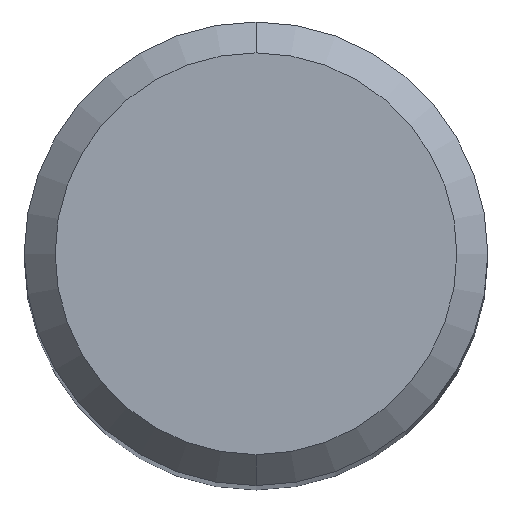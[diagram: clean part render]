
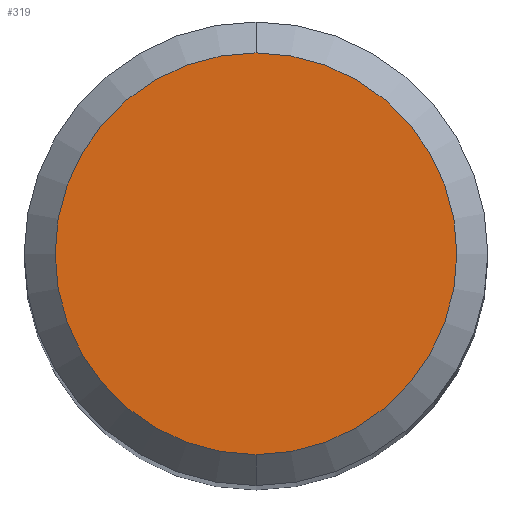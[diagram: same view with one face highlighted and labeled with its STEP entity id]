
A CAD part, top view. The second image highlights one B-rep face of the part: STEP entity #319.
In plain terms, the highlighted planar face has unit normal (0, 0, 1).
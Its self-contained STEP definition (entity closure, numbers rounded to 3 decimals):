
#231=VERTEX_POINT('',#552);
#237=EDGE_CURVE('',#297,#231,#558,.T.);
#249=EDGE_CURVE('',#231,#297,#571,.T.);
#297=VERTEX_POINT('',#622);
#319=ADVANCED_FACE('',(#646),#647,.T.);
#552=CARTESIAN_POINT('',(0.,-2.6,0.0));
#558=CIRCLE('',#924,2.6);
#571=CIRCLE('',#943,2.6);
#622=CARTESIAN_POINT('',(0.0,2.6,0.0));
#646=FACE_OUTER_BOUND('',#1155,.T.);
#647=PLANE('',#1156);
#924=AXIS2_PLACEMENT_3D('',#1550,#1551,#1552);
#943=AXIS2_PLACEMENT_3D('',#1564,#1565,#1566);
#1155=EDGE_LOOP('',(#1640,#1641));
#1156=AXIS2_PLACEMENT_3D('',#1642,#1643,#1644);
#1550=CARTESIAN_POINT('',(0.0,0.0,0.0));
#1551=DIRECTION('',(0.0,0.0,-1.0));
#1552=DIRECTION('',(0.0,1.0,0.0));
#1564=CARTESIAN_POINT('',(0.0,0.0,0.0));
#1565=DIRECTION('',(0.0,0.0,-1.0));
#1566=DIRECTION('',(0.0,1.0,0.0));
#1640=ORIENTED_EDGE('',*,*,#237,.F.);
#1641=ORIENTED_EDGE('',*,*,#249,.F.);
#1642=CARTESIAN_POINT('',(0.0,1.3,0.0));
#1643=DIRECTION('',(-0.0,0.0,1.0));
#1644=DIRECTION('',(0.0,-1.0,0.0));
